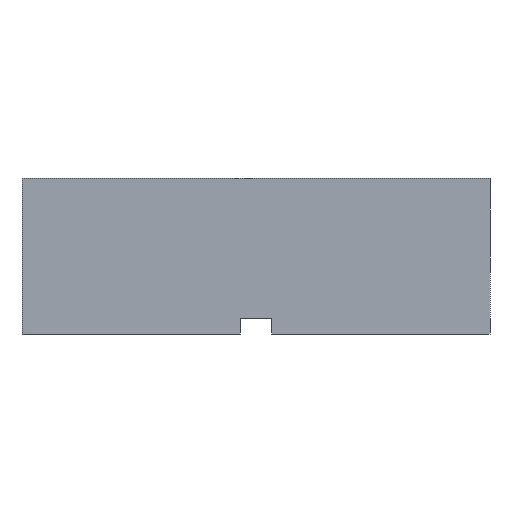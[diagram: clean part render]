
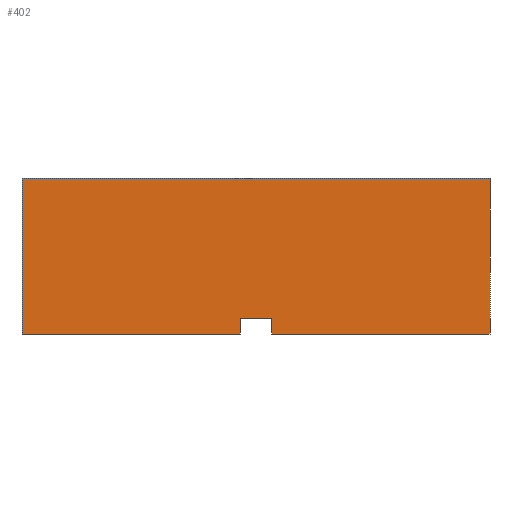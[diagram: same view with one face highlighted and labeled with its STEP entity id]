
A CAD part, front view. The second image highlights one B-rep face of the part: STEP entity #402.
In plain terms, the highlighted planar face has unit normal (0, -1, 0).
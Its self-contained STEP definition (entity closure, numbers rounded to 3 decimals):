
#112=CARTESIAN_POINT('',(1.,-15.,0.));
#113=VERTEX_POINT('',#112);
#130=CARTESIAN_POINT('',(15.,-15.,0.));
#131=VERTEX_POINT('',#130);
#138=CARTESIAN_POINT('',(15.,-15.,0.));
#139=DIRECTION('',(-1.,0.,0.));
#140=VECTOR('',#139,14.);
#141=LINE('',#138,#140);
#142=EDGE_CURVE('',#131,#113,#141,.T.);
#170=CARTESIAN_POINT('',(-15.,-15.,0.));
#171=VERTEX_POINT('',#170);
#178=CARTESIAN_POINT('',(-15.,-15.,10.));
#179=VERTEX_POINT('',#178);
#180=CARTESIAN_POINT('',(-15.,-15.,10.));
#181=DIRECTION('',(0.,0.,-1.));
#182=VECTOR('',#181,10.);
#183=LINE('',#180,#182);
#184=EDGE_CURVE('',#179,#171,#183,.T.);
#292=CARTESIAN_POINT('',(15.,-15.,10.));
#293=VERTEX_POINT('',#292);
#300=CARTESIAN_POINT('',(15.,-15.,10.));
#301=DIRECTION('',(0.,0.,-1.));
#302=VECTOR('',#301,10.);
#303=LINE('',#300,#302);
#304=EDGE_CURVE('',#293,#131,#303,.T.);
#356=CARTESIAN_POINT('',(0.,-15.,10.));
#357=DIRECTION('',(0.,-1.,0.));
#358=DIRECTION('',(0.,0.,-1.));
#359=AXIS2_PLACEMENT_3D('',#356,#357,#358);
#360=PLANE('',#359);
#361=CARTESIAN_POINT('',(-1.,-15.,1.));
#362=VERTEX_POINT('',#361);
#363=CARTESIAN_POINT('',(1.,-15.,1.));
#364=VERTEX_POINT('',#363);
#365=CARTESIAN_POINT('',(-1.,-15.,1.));
#366=DIRECTION('',(1.,0.,-0.));
#367=VECTOR('',#366,2.);
#368=LINE('',#365,#367);
#369=EDGE_CURVE('',#362,#364,#368,.T.);
#370=ORIENTED_EDGE('',*,*,#369,.T.);
#371=CARTESIAN_POINT('',(1.,-15.,1.));
#372=DIRECTION('',(0.,0.,-1.));
#373=VECTOR('',#372,1.);
#374=LINE('',#371,#373);
#375=EDGE_CURVE('',#364,#113,#374,.T.);
#376=ORIENTED_EDGE('',*,*,#375,.T.);
#377=ORIENTED_EDGE('',*,*,#142,.F.);
#378=ORIENTED_EDGE('',*,*,#304,.F.);
#379=CARTESIAN_POINT('',(15.,-15.,10.));
#380=DIRECTION('',(-1.,0.,0.));
#381=VECTOR('',#380,30.);
#382=LINE('',#379,#381);
#383=EDGE_CURVE('',#293,#179,#382,.T.);
#384=ORIENTED_EDGE('',*,*,#383,.T.);
#385=ORIENTED_EDGE('',*,*,#184,.T.);
#386=CARTESIAN_POINT('',(-1.,-15.,0.));
#387=VERTEX_POINT('',#386);
#388=CARTESIAN_POINT('',(-1.,-15.,0.));
#389=DIRECTION('',(-1.,0.,0.));
#390=VECTOR('',#389,14.);
#391=LINE('',#388,#390);
#392=EDGE_CURVE('',#387,#171,#391,.T.);
#393=ORIENTED_EDGE('',*,*,#392,.F.);
#394=CARTESIAN_POINT('',(-1.,-15.,1.));
#395=DIRECTION('',(0.,0.,-1.));
#396=VECTOR('',#395,1.);
#397=LINE('',#394,#396);
#398=EDGE_CURVE('',#362,#387,#397,.T.);
#399=ORIENTED_EDGE('',*,*,#398,.F.);
#400=EDGE_LOOP('',(#370,#376,#377,#378,#384,#385,#393,#399));
#401=FACE_BOUND('',#400,.T.);
#402=ADVANCED_FACE('',(#401),#360,.T.);
